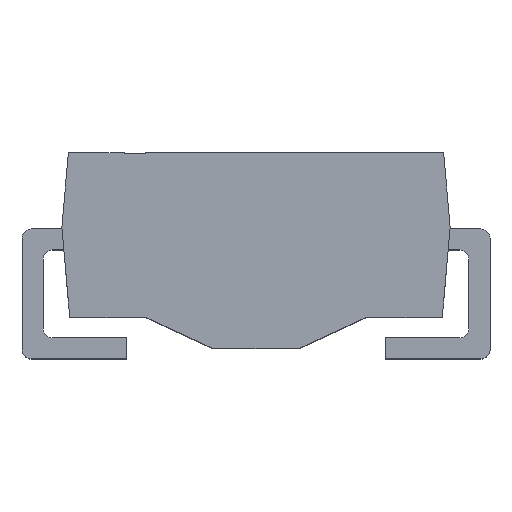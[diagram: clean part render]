
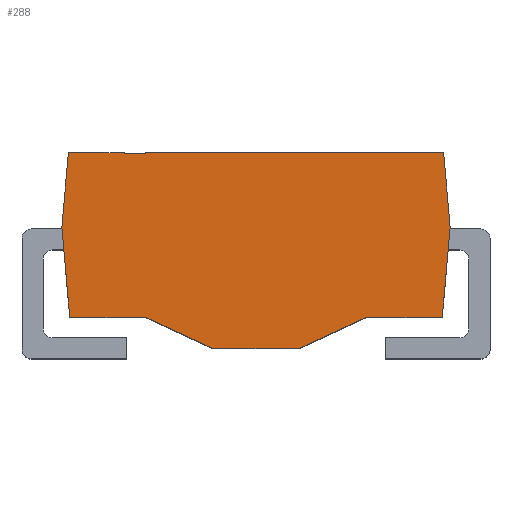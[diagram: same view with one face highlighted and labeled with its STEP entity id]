
A CAD part, top view. The second image highlights one B-rep face of the part: STEP entity #288.
In plain terms, the highlighted planar face has unit normal (0, 0, 1).
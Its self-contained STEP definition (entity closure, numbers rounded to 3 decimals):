
#288 = ADVANCED_FACE( '', ( #620 ), #621, .T. );
#620 = FACE_OUTER_BOUND( '', #994, .T. );
#621 = PLANE( '', #995 );
#994 = EDGE_LOOP( '', ( #1977, #1978, #1979, #1980, #1981, #1982, #1983, #1984, #1985, #1986, #1987, #1988, #1989, #1990 ) );
#995 = AXIS2_PLACEMENT_3D( '', #1991, #1992, #1993 );
#1977 = ORIENTED_EDGE( '', *, *, #2681, .T. );
#1978 = ORIENTED_EDGE( '', *, *, #2432, .F. );
#1979 = ORIENTED_EDGE( '', *, *, #2731, .T. );
#1980 = ORIENTED_EDGE( '', *, *, #2504, .T. );
#1981 = ORIENTED_EDGE( '', *, *, #2414, .T. );
#1982 = ORIENTED_EDGE( '', *, *, #2732, .T. );
#1983 = ORIENTED_EDGE( '', *, *, #2518, .T. );
#1984 = ORIENTED_EDGE( '', *, *, #2457, .T. );
#1985 = ORIENTED_EDGE( '', *, *, #2534, .T. );
#1986 = ORIENTED_EDGE( '', *, *, #2733, .T. );
#1987 = ORIENTED_EDGE( '', *, *, #2666, .T. );
#1988 = ORIENTED_EDGE( '', *, *, #2529, .T. );
#1989 = ORIENTED_EDGE( '', *, *, #2644, .T. );
#1990 = ORIENTED_EDGE( '', *, *, #2491, .T. );
#1991 = CARTESIAN_POINT( '', ( 0., 0., 1.335 ) );
#1992 = DIRECTION( '', ( 0., 0., 1. ) );
#1993 = DIRECTION( '', ( 1., 0., 0. ) );
#2414 = EDGE_CURVE( '', #2845, #2846, #2847, .T. );
#2432 = EDGE_CURVE( '', #2877, #2873, #2879, .T. );
#2457 = EDGE_CURVE( '', #2924, #2922, #2925, .T. );
#2491 = EDGE_CURVE( '', #2984, #2982, #2985, .T. );
#2504 = EDGE_CURVE( '', #3005, #2845, #3006, .T. );
#2518 = EDGE_CURVE( '', #3027, #2924, #3028, .T. );
#2529 = EDGE_CURVE( '', #3045, #3043, #3046, .T. );
#2534 = EDGE_CURVE( '', #2922, #3052, #3054, .T. );
#2644 = EDGE_CURVE( '', #3043, #2984, #3224, .T. );
#2666 = EDGE_CURVE( '', #3255, #3045, #3256, .T. );
#2681 = EDGE_CURVE( '', #2982, #2873, #3276, .T. );
#2731 = EDGE_CURVE( '', #2877, #3005, #3337, .T. );
#2732 = EDGE_CURVE( '', #2846, #3027, #3338, .T. );
#2733 = EDGE_CURVE( '', #3052, #3255, #3339, .T. );
#2845 = VERTEX_POINT( '', #3481 );
#2846 = VERTEX_POINT( '', #3482 );
#2847 = LINE( '', #3483, #3484 );
#2873 = VERTEX_POINT( '', #3583 );
#2877 = VERTEX_POINT( '', #3589 );
#2879 = LINE( '', #3592, #3593 );
#2922 = VERTEX_POINT( '', #3655 );
#2924 = VERTEX_POINT( '', #3658 );
#2925 = LINE( '', #3659, #3660 );
#2982 = VERTEX_POINT( '', #3786 );
#2984 = VERTEX_POINT( '', #3789 );
#2985 = LINE( '', #3790, #3791 );
#3005 = VERTEX_POINT( '', #3876 );
#3006 = LINE( '', #3877, #3878 );
#3027 = VERTEX_POINT( '', #3924 );
#3028 = LINE( '', #3925, #3926 );
#3043 = VERTEX_POINT( '', #3950 );
#3045 = VERTEX_POINT( '', #3953 );
#3046 = LINE( '', #3954, #3955 );
#3052 = VERTEX_POINT( '', #3963 );
#3054 = LINE( '', #3966, #3967 );
#3224 = LINE( '', #4425, #4426 );
#3255 = VERTEX_POINT( '', #4487 );
#3256 = LINE( '', #4488, #4489 );
#3276 = LINE( '', #4536, #4537 );
#3337 = LINE( '', #4699, #4700 );
#3338 = LINE( '', #4701, #4702 );
#3339 = LINE( '', #4703, #4704 );
#3481 = CARTESIAN_POINT( '', ( -1.439, 1.005, 1.335 ) );
#3482 = CARTESIAN_POINT( '', ( -2.049, 1.005, 1.335 ) );
#3483 = CARTESIAN_POINT( '', ( 2.087, 1.005, 1.335 ) );
#3484 = VECTOR( '', #4864, 1000. );
#3583 = CARTESIAN_POINT( '', ( -1.209, 1.005, 1.335 ) );
#3589 = CARTESIAN_POINT( '', ( -1.209, 1.003, 1.335 ) );
#3592 = CARTESIAN_POINT( '', ( -1.209, 1.003, 1.335 ) );
#3593 = VECTOR( '', #4875, 1000. );
#3655 = CARTESIAN_POINT( '', ( -1.209, -0.789, 1.335 ) );
#3658 = CARTESIAN_POINT( '', ( -2.034, -0.789, 1.335 ) );
#3659 = CARTESIAN_POINT( '', ( -2.065, -0.789, 1.335 ) );
#3660 = VECTOR( '', #4902, 1000. );
#3786 = CARTESIAN_POINT( '', ( 2.049, 1.005, 1.335 ) );
#3789 = CARTESIAN_POINT( '', ( 2.12, 0.193, 1.335 ) );
#3790 = CARTESIAN_POINT( '', ( 2.12, 0.193, 1.335 ) );
#3791 = VECTOR( '', #4917, 1000. );
#3876 = CARTESIAN_POINT( '', ( -1.439, 1.003, 1.335 ) );
#3877 = CARTESIAN_POINT( '', ( -1.439, 1.003, 1.335 ) );
#3878 = VECTOR( '', #4923, 1000. );
#3924 = CARTESIAN_POINT( '', ( -2.12, 0.193, 1.335 ) );
#3925 = CARTESIAN_POINT( '', ( -2.121, 0.201, 1.335 ) );
#3926 = VECTOR( '', #4927, 1000. );
#3950 = CARTESIAN_POINT( '', ( 2.034, -0.789, 1.335 ) );
#3953 = CARTESIAN_POINT( '', ( 1.209, -0.789, 1.335 ) );
#3954 = CARTESIAN_POINT( '', ( 1.209, -0.789, 1.335 ) );
#3955 = VECTOR( '', #4935, 1000. );
#3963 = CARTESIAN_POINT( '', ( -0.472, -1.13, 1.335 ) );
#3966 = CARTESIAN_POINT( '', ( -1.241, -0.774, 1.335 ) );
#3967 = VECTOR( '', #4939, 1000. );
#4425 = CARTESIAN_POINT( '', ( 2.027, -0.869, 1.335 ) );
#4426 = VECTOR( '', #4993, 1000. );
#4487 = CARTESIAN_POINT( '', ( 0.472, -1.13, 1.335 ) );
#4488 = CARTESIAN_POINT( '', ( 0.462, -1.134, 1.335 ) );
#4489 = VECTOR( '', #5005, 1000. );
#4536 = CARTESIAN_POINT( '', ( 2.087, 1.005, 1.335 ) );
#4537 = VECTOR( '', #5009, 1000. );
#4699 = CARTESIAN_POINT( '', ( -1.209, 1.003, 1.335 ) );
#4700 = VECTOR( '', #5032, 1000. );
#4701 = CARTESIAN_POINT( '', ( -2.049, 1.002, 1.335 ) );
#4702 = VECTOR( '', #5033, 1000. );
#4703 = CARTESIAN_POINT( '', ( -0.5, -1.13, 1.335 ) );
#4704 = VECTOR( '', #5034, 1000. );
#4864 = DIRECTION( '', ( -1., 0., 0. ) );
#4875 = DIRECTION( '', ( 0., 1., 0. ) );
#4902 = DIRECTION( '', ( 1., 0., 0. ) );
#4917 = DIRECTION( '', ( -0.087, 0.996, 0. ) );
#4923 = DIRECTION( '', ( 0., 1., 0. ) );
#4927 = DIRECTION( '', ( 0.087, -0.996, 0. ) );
#4935 = DIRECTION( '', ( 1., 0., 0. ) );
#4939 = DIRECTION( '', ( 0.908, -0.42, 0. ) );
#4993 = DIRECTION( '', ( 0.087, 0.996, 0. ) );
#5005 = DIRECTION( '', ( 0.908, 0.42, 0. ) );
#5009 = DIRECTION( '', ( -1., 0., 0. ) );
#5032 = DIRECTION( '', ( -1., 0., 0. ) );
#5033 = DIRECTION( '', ( -0.087, -0.996, 0. ) );
#5034 = DIRECTION( '', ( 1., 0., 0. ) );
